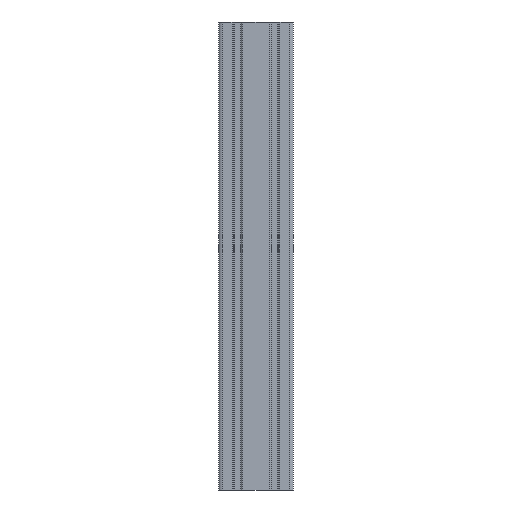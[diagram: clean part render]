
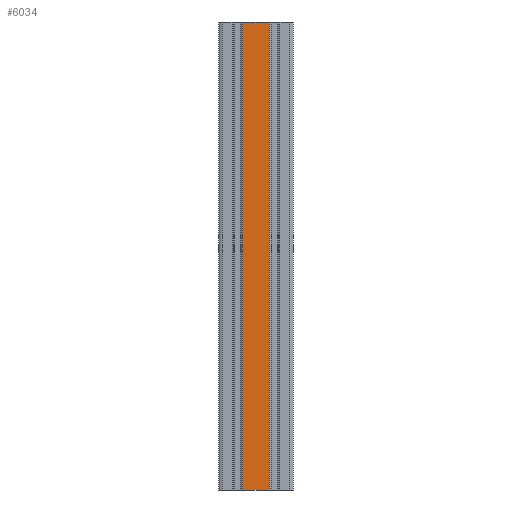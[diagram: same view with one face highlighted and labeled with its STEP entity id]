
A CAD part, left-side view. The second image highlights one B-rep face of the part: STEP entity #6034.
In plain terms, the highlighted planar face has unit normal (-1, 0, 0).
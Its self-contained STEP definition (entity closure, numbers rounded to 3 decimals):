
#33 = CARTESIAN_POINT ( 'NONE',  ( -8240.612, -6848.903, 500. ) ) ;
#975 = DIRECTION ( 'NONE',  ( 0., -1., 0. ) ) ;
#976 = VECTOR ( 'NONE', #975, 1000. ) ;
#977 = CARTESIAN_POINT ( 'NONE',  ( -8240.612, -6848.903, 500. ) ) ;
#987 = LINE ( 'NONE', #977, #976 ) ;
#1600 = VERTEX_POINT ( 'NONE', #7352 ) ;
#1864 = VERTEX_POINT ( 'NONE', #33 ) ;
#3033 = EDGE_CURVE ( 'NONE', #1864, #1600, #987, .T. ) ;
#3697 = CARTESIAN_POINT ( 'NONE',  ( -8240.612, -6848.903, 0. ) ) ;
#3772 = CARTESIAN_POINT ( 'NONE',  ( -8240.612, -6877.703, 0. ) ) ;
#3815 = DIRECTION ( 'NONE',  ( 0., -1., 0. ) ) ;
#3816 = VECTOR ( 'NONE', #3815, 1000. ) ;
#3820 = CARTESIAN_POINT ( 'NONE',  ( -8240.612, -6848.903, 0. ) ) ;
#3828 = LINE ( 'NONE', #3820, #3816 ) ;
#4942 = VERTEX_POINT ( 'NONE', #3697 ) ;
#4964 = VERTEX_POINT ( 'NONE', #3772 ) ;
#5014 = EDGE_CURVE ( 'NONE', #4942, #4964, #3828, .T. ) ;
#6025 = EDGE_CURVE ( 'NONE', #1864, #4942, #9407, .T. ) ;
#6032 = EDGE_CURVE ( 'NONE', #1600, #4964, #9396, .T. ) ;
#6033 = ORIENTED_EDGE ( 'NONE', *, *, #6032, .F. ) ;
#6034 = ADVANCED_FACE ( 'NONE', ( #9398 ), #9402, .F. ) ;
#6043 = EDGE_LOOP ( 'NONE', ( #6077, #6033, #6080, #6079 ) ) ;
#6077 = ORIENTED_EDGE ( 'NONE', *, *, #5014, .T. ) ;
#6079 = ORIENTED_EDGE ( 'NONE', *, *, #6025, .T. ) ;
#6080 = ORIENTED_EDGE ( 'NONE', *, *, #3033, .F. ) ;
#7352 = CARTESIAN_POINT ( 'NONE',  ( -8240.612, -6877.703, 500. ) ) ;
#9389 = DIRECTION ( 'NONE',  ( 0., 1., 0. ) ) ;
#9390 = DIRECTION ( 'NONE',  ( 1., 0., 0. ) ) ;
#9391 = CARTESIAN_POINT ( 'NONE',  ( -8240.612, -6848.903, 500. ) ) ;
#9394 = DIRECTION ( 'NONE',  ( 0., 0., -1. ) ) ;
#9395 = VECTOR ( 'NONE', #9394, 1000. ) ;
#9396 = LINE ( 'NONE', #9413, #9395 ) ;
#9397 = AXIS2_PLACEMENT_3D ( 'NONE', #9391, #9390, #9389 ) ;
#9398 = FACE_OUTER_BOUND ( 'NONE', #6043, .T. ) ;
#9402 = PLANE ( 'NONE',  #9397 ) ;
#9404 = DIRECTION ( 'NONE',  ( 0., 0., -1. ) ) ;
#9405 = VECTOR ( 'NONE', #9404, 1000. ) ;
#9406 = CARTESIAN_POINT ( 'NONE',  ( -8240.612, -6848.903, 500. ) ) ;
#9407 = LINE ( 'NONE', #9406, #9405 ) ;
#9413 = CARTESIAN_POINT ( 'NONE',  ( -8240.612, -6877.703, 500. ) ) ;
